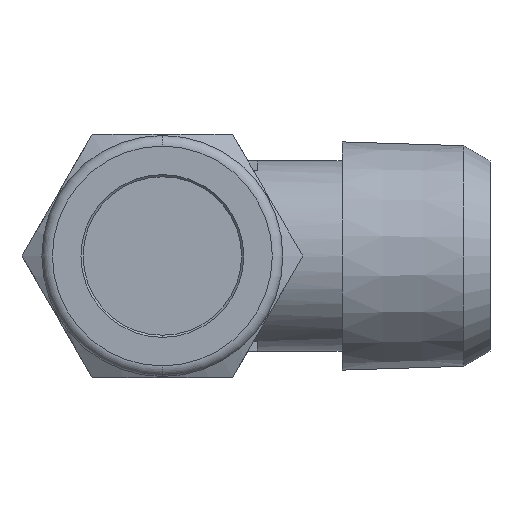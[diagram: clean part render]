
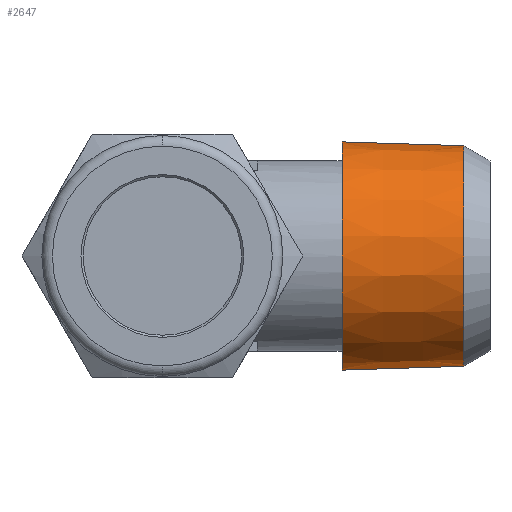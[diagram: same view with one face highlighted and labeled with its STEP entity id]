
A CAD part, left-side view. The second image highlights one B-rep face of the part: STEP entity #2647.
In plain terms, the highlighted conical face has half-angle 1.79 degrees and reference radius 10.435 mm.
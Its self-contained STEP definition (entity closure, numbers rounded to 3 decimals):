
#383 = CARTESIAN_POINT ( 'NONE',  ( 0., 14.5, -10.795 ) ) ;
#394 = CARTESIAN_POINT ( 'NONE',  ( 0., 14.5, 10.795 ) ) ;
#397 = CARTESIAN_POINT ( 'NONE',  ( 0., 2.985, 10.435 ) ) ;
#398 = CARTESIAN_POINT ( 'NONE',  ( 0., 2.985, -10.435 ) ) ;
#486 = EDGE_CURVE ( 'NONE', #3103, #3104, #1733, .T. ) ;
#535 = EDGE_CURVE ( 'NONE', #3108, #3109, #1824, .T. ) ;
#662 = AXIS2_PLACEMENT_3D ( 'NONE', #2515, #2516, #2517 ) ;
#668 = AXIS2_PLACEMENT_3D ( 'NONE', #2371, #2372, #2373 ) ;
#794 = LINE ( 'NONE', #3071, #801 ) ;
#801 = VECTOR ( 'NONE', #3066, 1000. ) ;
#802 = LINE ( 'NONE', #3075, #804 ) ;
#804 = VECTOR ( 'NONE', #3070, 1000. ) ;
#890 = FACE_OUTER_BOUND ( 'NONE', #1263, .T. ) ;
#901 = CONICAL_SURFACE ( 'NONE', #2271, 10.435, 0.031 ) ;
#1147 = ORIENTED_EDGE ( 'NONE', *, *, #1928, .F. ) ;
#1148 = ORIENTED_EDGE ( 'NONE', *, *, #535, .F. ) ;
#1149 = ORIENTED_EDGE ( 'NONE', *, *, #1930, .T. ) ;
#1150 = ORIENTED_EDGE ( 'NONE', *, *, #486, .F. ) ;
#1263 = EDGE_LOOP ( 'NONE', ( #1147, #1148, #1149, #1150 ) ) ;
#1733 = CIRCLE ( 'NONE', #662, 10.795 ) ;
#1824 = CIRCLE ( 'NONE', #668, 10.435 ) ;
#1928 = EDGE_CURVE ( 'NONE', #3109, #3103, #794, .T. ) ;
#1930 = EDGE_CURVE ( 'NONE', #3108, #3104, #802, .T. ) ;
#2271 = AXIS2_PLACEMENT_3D ( 'NONE', #2932, #2933, #2931 ) ;
#2371 = CARTESIAN_POINT ( 'NONE',  ( 0., 2.985, 0. ) ) ;
#2372 = DIRECTION ( 'NONE',  ( 0., -1., 0. ) ) ;
#2373 = DIRECTION ( 'NONE',  ( 0., 0., -1. ) ) ;
#2515 = CARTESIAN_POINT ( 'NONE',  ( 0., 14.5, 0. ) ) ;
#2516 = DIRECTION ( 'NONE',  ( 0., 1., 0. ) ) ;
#2517 = DIRECTION ( 'NONE',  ( 0., 0., 1. ) ) ;
#2647 = ADVANCED_FACE ( 'NONE', ( #890 ), #901, .T. ) ;
#2931 = DIRECTION ( 'NONE',  ( 0., 0., 1. ) ) ;
#2932 = CARTESIAN_POINT ( 'NONE',  ( 0., 2.985, 0. ) ) ;
#2933 = DIRECTION ( 'NONE',  ( 0., 1., 0. ) ) ;
#3066 = DIRECTION ( 'NONE',  ( 0., 1., -0.031 ) ) ;
#3070 = DIRECTION ( 'NONE',  ( 0., 1., 0.031 ) ) ;
#3071 = CARTESIAN_POINT ( 'NONE',  ( 0., 2.985, -10.435 ) ) ;
#3075 = CARTESIAN_POINT ( 'NONE',  ( 0., 2.985, 10.435 ) ) ;
#3103 = VERTEX_POINT ( 'NONE', #383 ) ;
#3104 = VERTEX_POINT ( 'NONE', #394 ) ;
#3108 = VERTEX_POINT ( 'NONE', #397 ) ;
#3109 = VERTEX_POINT ( 'NONE', #398 ) ;
